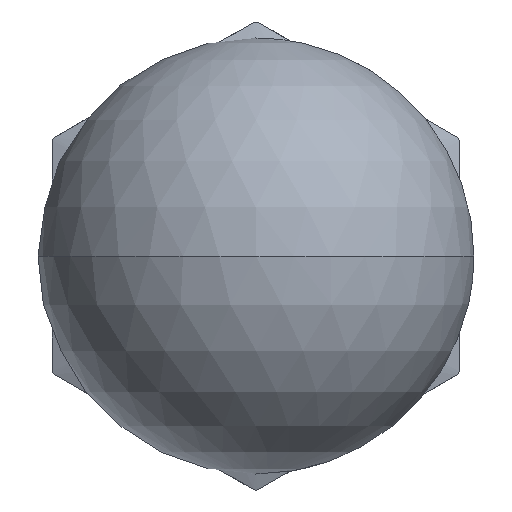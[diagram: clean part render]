
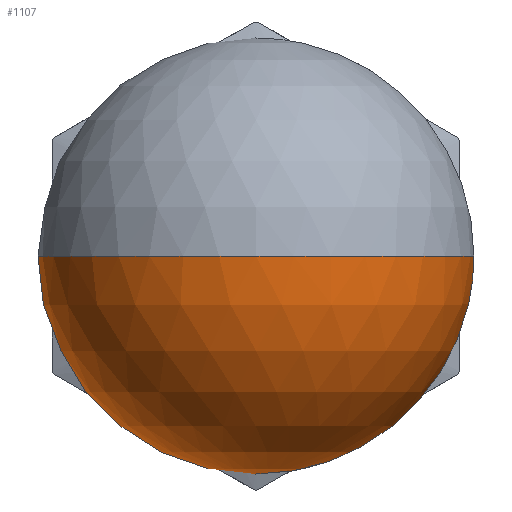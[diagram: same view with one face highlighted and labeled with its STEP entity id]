
A CAD part, front view. The second image highlights one B-rep face of the part: STEP entity #1107.
In plain terms, the highlighted spherical face has radius 7.5 mm.
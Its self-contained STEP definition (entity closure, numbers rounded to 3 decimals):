
#159=CARTESIAN_POINT('',(0.,-22.0,0.0));
#160=VERTEX_POINT('',#159);
#161=CARTESIAN_POINT('',(-6.,-10.,0.0));
#162=VERTEX_POINT('',#161);
#163=CARTESIAN_POINT('',(0.,-14.5,0.0));
#164=DIRECTION('',(0.0,0.0,-1.0));
#165=DIRECTION('',(-1.0,0.0,0.0));
#166=AXIS2_PLACEMENT_3D('',#163,#164,#165);
#167=CIRCLE('',#166,7.5);
#168=EDGE_CURVE('',#160,#162,#167,.T.);
#170=CARTESIAN_POINT('',(6.,-10.0,0.));
#171=VERTEX_POINT('',#170);
#172=CARTESIAN_POINT('',(0.,-14.5,0.0));
#173=DIRECTION('',(0.0,0.0,1.0));
#174=DIRECTION('',(1.0,0.0,0.0));
#175=AXIS2_PLACEMENT_3D('',#172,#173,#174);
#176=CIRCLE('',#175,7.5);
#177=EDGE_CURVE('',#160,#171,#176,.T.);
#1085=CARTESIAN_POINT('',(0.,-10.,0.0));
#1086=DIRECTION('',(0.0,1.0,0.0));
#1087=DIRECTION('',(-1.0,0.0,0.0));
#1088=AXIS2_PLACEMENT_3D('',#1085,#1086,#1087);
#1089=CIRCLE('',#1088,6.0);
#1090=EDGE_CURVE('',#171,#162,#1089,.T.);
#1097=CARTESIAN_POINT('',(0.,-14.5,0.0));
#1098=DIRECTION('',(0.0,0.0,1.0));
#1099=DIRECTION('',(1.0,0.0,0.0));
#1100=AXIS2_PLACEMENT_3D('',#1097,#1098,#1099);
#1101=SPHERICAL_SURFACE('',#1100,7.5);
#1102=ORIENTED_EDGE('',*,*,#177,.F.);
#1103=ORIENTED_EDGE('',*,*,#168,.T.);
#1104=ORIENTED_EDGE('',*,*,#1090,.F.);
#1105=EDGE_LOOP('',(#1102,#1103,#1104));
#1106=FACE_OUTER_BOUND('',#1105,.T.);
#1107=ADVANCED_FACE('',(#1106),#1101,.T.);
